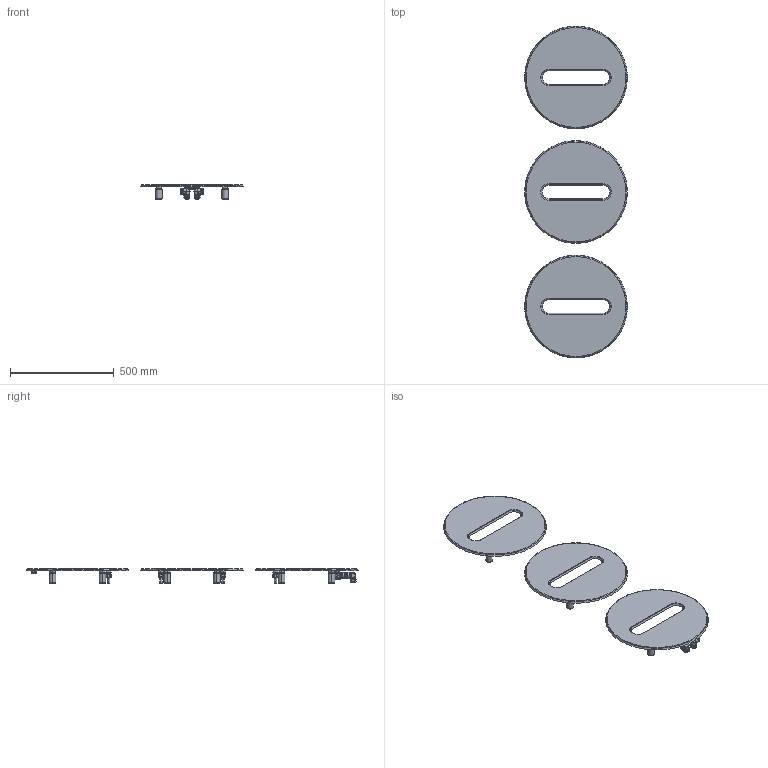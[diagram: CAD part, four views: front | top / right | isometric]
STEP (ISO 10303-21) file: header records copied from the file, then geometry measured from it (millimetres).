
FILE_DESCRIPTION((''),'2;1');
FILE_NAME('3540806100221_3D_SITO_ASM','2022-10-21T14:58:56',('pc104'),(''),'CREO PARAMETRIC BY PTC INC, 2022124','CREO PARAMETRIC BY PTC INC, 2022124','');
FILE_SCHEMA(('AUTOMOTIVE_DESIGN { 1 0 10303 214 1 1 1 1 }'));
Length unit declared in the file: millimetre
Products named in the file (23): 3540806100221_3D_SITO; 1041001240010; 599199_AN_OTTONE_18; 599199_AN_GOMMA_18; 1991990000018_ASM; 1006171240047; 1006171240097; 1103000000277_ASM; CORPO_DETENTORE_ELEGANT_CORNER; TAPPO_DETENTORA_VAL_ELEGANT; GUARNIZIONE_CONICA_VALV_ELEGANT; ANELLO_VALVOLA_ELEGANT; AN_STRINGITUBO_14_VAL_ELEGANT; GHIERA_D_17_VAL_ELEGANT; RIDUTTORE_VALVOLA_ELEGANT; GHIERA_D_22_VAL_ELEGANT; DETENTORE_ELEGANT_CORNER_ASM; CORPO_DETENT_ELEGANT_CORNER_SX; DETENTORE_ELEGANT_CORNER_SX_ASM; 1103000000291_ASM; 1006171240119; TUBI_MURO_TRITTICO_3D_SITO; 3540806100221_3D_SITO_ASM
Assembly tree (41 placements, depth 4):
  3540806100221_3D_SITO_ASM
    3540806100221_3D_SITO
    1041001240010
    1103000000277_ASM
      1991990000018_ASM  x4
        599199_AN_OTTONE_18
        599199_AN_GOMMA_18
      1006171240047  x2
      1006171240097  x2
    1103000000291_ASM
      DETENTORE_ELEGANT_CORNER_ASM
        CORPO_DETENTORE_ELEGANT_CORNER
        TAPPO_DETENTORA_VAL_ELEGANT
        GUARNIZIONE_CONICA_VALV_ELEGANT
        ANELLO_VALVOLA_ELEGANT
        AN_STRINGITUBO_14_VAL_ELEGANT
        GHIERA_D_17_VAL_ELEGANT
        RIDUTTORE_VALVOLA_ELEGANT
        GHIERA_D_22_VAL_ELEGANT
      DETENTORE_ELEGANT_CORNER_SX_ASM
        CORPO_DETENT_ELEGANT_CORNER_SX
        TAPPO_DETENTORA_VAL_ELEGANT
        GUARNIZIONE_CONICA_VALV_ELEGANT
        ANELLO_VALVOLA_ELEGANT
        AN_STRINGITUBO_14_VAL_ELEGANT
        GHIERA_D_17_VAL_ELEGANT
        RIDUTTORE_VALVOLA_ELEGANT
        GHIERA_D_22_VAL_ELEGANT
    1006171240119  x8
    TUBI_MURO_TRITTICO_3D_SITO
Bounding box: 496 x 1600 x 69.5 mm (x, y, z)
Volume: 5559597.7 mm3; surface area: 1317370.2 mm2
Topology: 49 solids, 73 shells, 2007 faces, 4413 edges, 2590 vertices
Faces by surface type: cylinder 646, plane 399, cone 354, bspline 342, torus 260, sphere 6
Entity records: 49349 total; most frequent: CARTESIAN_POINT 11930, DIRECTION 5070, ORIENTED_EDGE 3764, AXIS2_PLACEMENT_3D 2155, PROPERTY_DEFINITION 2068, REPRESENTATION 2043, PROPERTY_DEFINITION_REPRESENTATION 2043, EDGE_CURVE 1902
